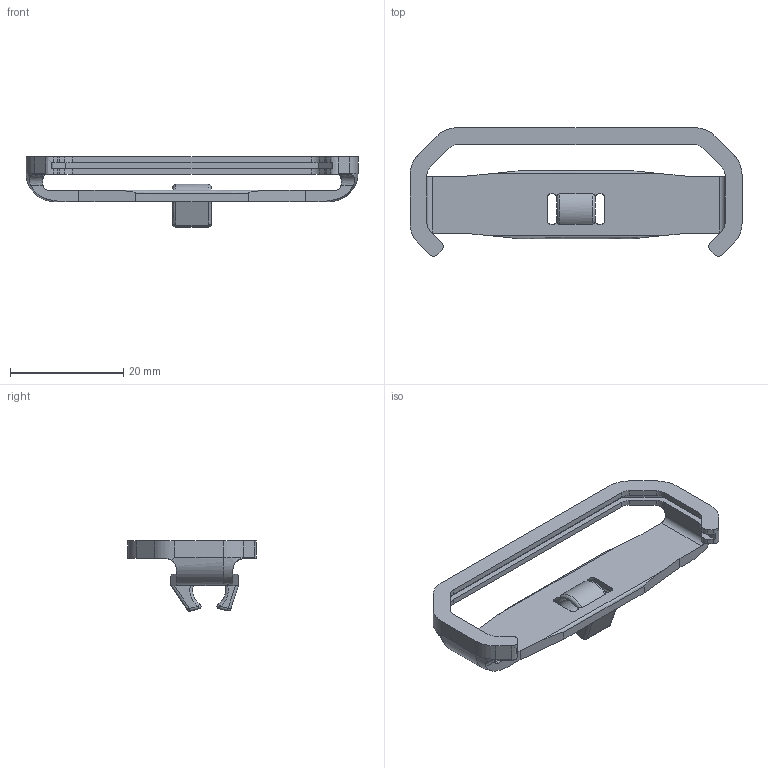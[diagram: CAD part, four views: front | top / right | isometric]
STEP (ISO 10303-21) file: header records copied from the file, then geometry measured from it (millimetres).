
FILE_DESCRIPTION(/* description */ (''),/* implementation_level */ '2;1');
FILE_NAME(/* name */ 'LOGITE~1',/* time_stamp */ '2012-10-17T18:27:55+02:00',/* author */ (''),/* organization */ (''),/* preprocessor_version */ 'ST-DEVELOPER v14',/* originating_system */ '',/* authorisation */ '');
FILE_SCHEMA (('CONFIG_CONTROL_DESIGN'));
Length unit declared in the file: millimetre
Products named in the file (1): Document
Bounding box: 58.7 x 22.71 x 12.43 mm (x, y, z)
Volume: 2193.3 mm3; surface area: 3004.8 mm2
Topology: 1 solids, 1 shells, 166 faces, 454 edges, 275 vertices
Faces by surface type: bspline 102, plane 64
Entity records: 7053 total; most frequent: CARTESIAN_POINT 4345, ORIENTED_EDGE 888, EDGE_CURVE 444, B_SPLINE_CURVE_WITH_KNOTS 309, VERTEX_POINT 275, EDGE_LOOP 167, ADVANCED_FACE 166, FACE_OUTER_BOUND 166
